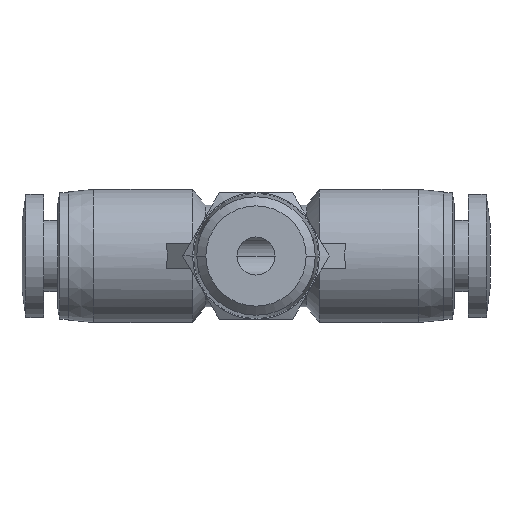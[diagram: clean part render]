
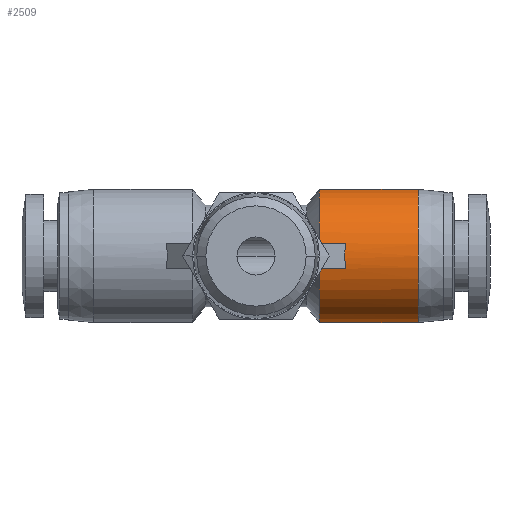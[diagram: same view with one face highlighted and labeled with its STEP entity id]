
A CAD part, front view. The second image highlights one B-rep face of the part: STEP entity #2509.
In plain terms, the highlighted cylindrical face has radius 5.25 mm (diameter 10.5 mm), a partial arc.
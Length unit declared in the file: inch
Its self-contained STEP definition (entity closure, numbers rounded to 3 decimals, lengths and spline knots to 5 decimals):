
#11 = CIRCLE ( 'NONE', #3354, 0.20669 ) ;
#175 = CIRCLE ( 'NONE', #1345, 0.20669 ) ;
#214 = CARTESIAN_POINT ( 'NONE',  ( 0.50394, 0.45276, 0.20669 ) ) ;
#294 = CARTESIAN_POINT ( 'NONE',  ( 0.19685, 0.45276, 0. ) ) ;
#392 = VERTEX_POINT ( 'NONE', #2315 ) ;
#416 = CARTESIAN_POINT ( 'NONE',  ( 0.19685, 0.24985, -0.03937 ) ) ;
#658 = DIRECTION ( 'NONE',  ( 0., 0., -1. ) ) ;
#664 = DIRECTION ( 'NONE',  ( 1., 0., 0. ) ) ;
#670 = ORIENTED_EDGE ( 'NONE', *, *, #3373, .T. ) ;
#1131 = ORIENTED_EDGE ( 'NONE', *, *, #3711, .T. ) ;
#1147 = LINE ( 'NONE', #3256, #2023 ) ;
#1184 = LINE ( 'NONE', #3102, #2063 ) ;
#1190 = DIRECTION ( 'NONE',  ( -1., 0., 0. ) ) ;
#1196 = EDGE_LOOP ( 'NONE', ( #2675, #2377, #2320, #1610, #1131, #4343, #670, #3794 ) ) ;
#1241 =( BOUNDED_CURVE ( )  B_SPLINE_CURVE ( 3, ( #3535, #3524, #4299, #2090 ),
 .UNSPECIFIED., .F., .F. ) 
 B_SPLINE_CURVE_WITH_KNOTS ( ( 4, 4 ),
 ( 2.94995, 3.33324 ),
 .UNSPECIFIED. ) 
 CURVE ( )  GEOMETRIC_REPRESENTATION_ITEM ( )  RATIONAL_B_SPLINE_CURVE ( ( 1., 0.988, 0.988, 1. ) ) 
 REPRESENTATION_ITEM ( '' )  );
#1307 = LINE ( 'NONE', #3149, #4033 ) ;
#1345 = AXIS2_PLACEMENT_3D ( 'NONE', #294, #2887, #658 ) ;
#1377 = CARTESIAN_POINT ( 'NONE',  ( 0.35039, 0.45276, 0. ) ) ;
#1390 = DIRECTION ( 'NONE',  ( 0., 0., -1. ) ) ;
#1441 = VECTOR ( 'NONE', #2207, 39.37008 ) ;
#1596 = AXIS2_PLACEMENT_3D ( 'NONE', #1377, #3582, #1390 ) ;
#1610 = ORIENTED_EDGE ( 'NONE', *, *, #2397, .T. ) ;
#1617 = VERTEX_POINT ( 'NONE', #416 ) ;
#1736 = VERTEX_POINT ( 'NONE', #3793 ) ;
#1806 = CARTESIAN_POINT ( 'NONE',  ( 0.27937, 0.24985, -0.03937 ) ) ;
#1848 = VERTEX_POINT ( 'NONE', #3871 ) ;
#1904 = CARTESIAN_POINT ( 'NONE',  ( 0.19685, 0.45276, 0. ) ) ;
#2016 = VERTEX_POINT ( 'NONE', #1806 ) ;
#2023 = VECTOR ( 'NONE', #664, 39.37008 ) ;
#2063 = VECTOR ( 'NONE', #3457, 39.37008 ) ;
#2090 = CARTESIAN_POINT ( 'NONE',  ( 0.27937, 0.24985, -0.03937 ) ) ;
#2137 = AXIS2_PLACEMENT_3D ( 'NONE', #1904, #4504, #2292 ) ;
#2159 = EDGE_CURVE ( 'NONE', #392, #1736, #3301, .T. ) ;
#2183 = EDGE_CURVE ( 'NONE', #4626, #3173, #11, .T. ) ;
#2190 = DIRECTION ( 'NONE',  ( -1., 0., 0. ) ) ;
#2207 = DIRECTION ( 'NONE',  ( 1., 0., 0. ) ) ;
#2292 = DIRECTION ( 'NONE',  ( 0., 0., -1. ) ) ;
#2315 = CARTESIAN_POINT ( 'NONE',  ( 0.19685, 0.45276, 0.20669 ) ) ;
#2320 = ORIENTED_EDGE ( 'NONE', *, *, #3257, .T. ) ;
#2377 = ORIENTED_EDGE ( 'NONE', *, *, #2159, .T. ) ;
#2397 = EDGE_CURVE ( 'NONE', #1848, #2016, #1241, .T. ) ;
#2509 = ADVANCED_FACE ( 'NONE', ( #4482 ), #4009, .T. ) ;
#2519 = EDGE_CURVE ( 'NONE', #1617, #4451, #175, .T. ) ;
#2549 = LINE ( 'NONE', #3306, #1441 ) ;
#2675 = ORIENTED_EDGE ( 'NONE', *, *, #3924, .F. ) ;
#2887 = DIRECTION ( 'NONE',  ( 1., 0., 0. ) ) ;
#3102 = CARTESIAN_POINT ( 'NONE',  ( 0.35039, 0.45276, 0.20669 ) ) ;
#3149 = CARTESIAN_POINT ( 'NONE',  ( 0.35039, 0.24985, -0.03937 ) ) ;
#3173 = VERTEX_POINT ( 'NONE', #214 ) ;
#3256 = CARTESIAN_POINT ( 'NONE',  ( 0.35039, 0.24985, 0.03937 ) ) ;
#3257 = EDGE_CURVE ( 'NONE', #1736, #1848, #1147, .T. ) ;
#3301 = CIRCLE ( 'NONE', #2137, 0.20669 ) ;
#3306 = CARTESIAN_POINT ( 'NONE',  ( 0.35039, 0.45276, -0.20669 ) ) ;
#3354 = AXIS2_PLACEMENT_3D ( 'NONE', #3393, #1190, #3770 ) ;
#3373 = EDGE_CURVE ( 'NONE', #4451, #4626, #2549, .T. ) ;
#3393 = CARTESIAN_POINT ( 'NONE',  ( 0.50394, 0.45276, 0. ) ) ;
#3457 = DIRECTION ( 'NONE',  ( 1., 0., 0. ) ) ;
#3524 = CARTESIAN_POINT ( 'NONE',  ( 0.27431, 0.24479, 0.01329 ) ) ;
#3535 = CARTESIAN_POINT ( 'NONE',  ( 0.27937, 0.24985, 0.03937 ) ) ;
#3582 = DIRECTION ( 'NONE',  ( 1., 0., 0. ) ) ;
#3711 = EDGE_CURVE ( 'NONE', #2016, #1617, #1307, .T. ) ;
#3770 = DIRECTION ( 'NONE',  ( 0., 0., -1. ) ) ;
#3793 = CARTESIAN_POINT ( 'NONE',  ( 0.19685, 0.24985, 0.03937 ) ) ;
#3794 = ORIENTED_EDGE ( 'NONE', *, *, #2183, .T. ) ;
#3871 = CARTESIAN_POINT ( 'NONE',  ( 0.27937, 0.24985, 0.03937 ) ) ;
#3924 = EDGE_CURVE ( 'NONE', #392, #3173, #1184, .T. ) ;
#3949 = CARTESIAN_POINT ( 'NONE',  ( 0.50394, 0.45276, -0.20669 ) ) ;
#4009 = CYLINDRICAL_SURFACE ( 'NONE', #1596, 0.20669 ) ;
#4033 = VECTOR ( 'NONE', #2190, 39.37008 ) ;
#4190 = CARTESIAN_POINT ( 'NONE',  ( 0.19685, 0.45276, -0.20669 ) ) ;
#4299 = CARTESIAN_POINT ( 'NONE',  ( 0.27431, 0.24479, -0.01329 ) ) ;
#4343 = ORIENTED_EDGE ( 'NONE', *, *, #2519, .T. ) ;
#4451 = VERTEX_POINT ( 'NONE', #4190 ) ;
#4482 = FACE_OUTER_BOUND ( 'NONE', #1196, .T. ) ;
#4504 = DIRECTION ( 'NONE',  ( 1., 0., 0. ) ) ;
#4626 = VERTEX_POINT ( 'NONE', #3949 ) ;
